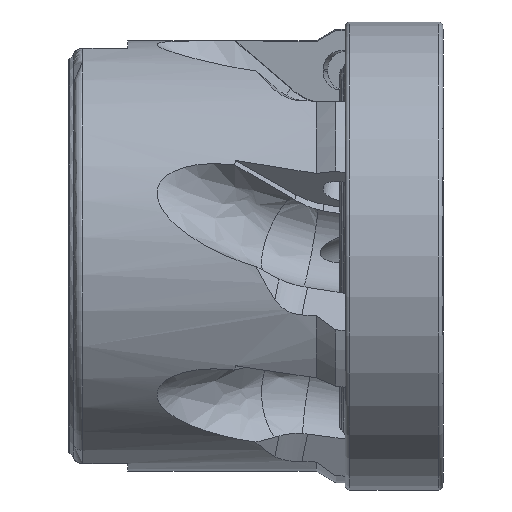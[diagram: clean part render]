
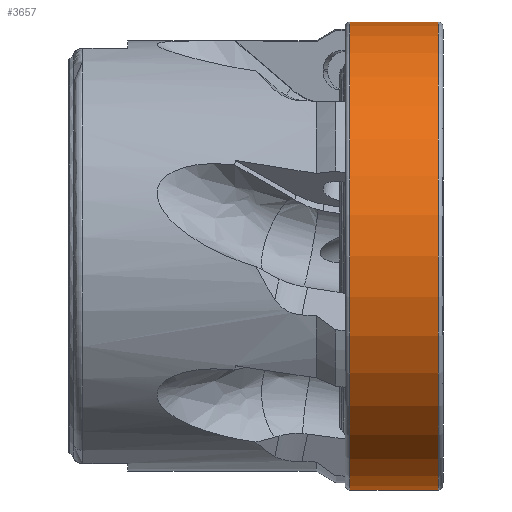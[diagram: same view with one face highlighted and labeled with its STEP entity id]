
A CAD part, front view. The second image highlights one B-rep face of the part: STEP entity #3657.
In plain terms, the highlighted cylindrical face has radius 24.987 mm (diameter 49.974 mm), a full revolution.
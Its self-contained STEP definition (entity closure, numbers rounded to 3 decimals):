
#72 = DIRECTION ( 'NONE',  ( 0., 1., 0. ) ) ;
#218 = CARTESIAN_POINT ( 'NONE',  ( -0.044, 24.987, 0. ) ) ;
#557 = EDGE_LOOP ( 'NONE', ( #1411 ) ) ;
#607 = DIRECTION ( 'NONE',  ( 1., 0., 0. ) ) ;
#1179 = CIRCLE ( 'NONE', #8576, 24.987 ) ;
#1411 = ORIENTED_EDGE ( 'NONE', *, *, #6906, .T. ) ;
#1649 = AXIS2_PLACEMENT_3D ( 'NONE', #1950, #8089, #2817 ) ;
#1950 = CARTESIAN_POINT ( 'NONE',  ( -0.044, 0., 0. ) ) ;
#2550 = CIRCLE ( 'NONE', #1649, 24.987 ) ;
#2672 = DIRECTION ( 'NONE',  ( 1., 0., 0. ) ) ;
#2817 = DIRECTION ( 'NONE',  ( 0., 1., 0. ) ) ;
#3657 = ADVANCED_FACE ( 'NONE', ( #10794, #6356 ), #9688, .T. ) ;
#4281 = VERTEX_POINT ( 'NONE', #10804 ) ;
#5804 = AXIS2_PLACEMENT_3D ( 'NONE', #7981, #2672, #72 ) ;
#5879 = CARTESIAN_POINT ( 'NONE',  ( -9.48, 0., 0. ) ) ;
#6356 = FACE_OUTER_BOUND ( 'NONE', #10987, .T. ) ;
#6739 = DIRECTION ( 'NONE',  ( 0., 1., 0. ) ) ;
#6767 = ORIENTED_EDGE ( 'NONE', *, *, #7187, .F. ) ;
#6906 = EDGE_CURVE ( 'NONE', #4281, #4281, #1179, .T. ) ;
#7187 = EDGE_CURVE ( 'NONE', #11050, #11050, #2550, .T. ) ;
#7981 = CARTESIAN_POINT ( 'NONE',  ( 11.772, 0., 0. ) ) ;
#8089 = DIRECTION ( 'NONE',  ( 1., 0., 0. ) ) ;
#8576 = AXIS2_PLACEMENT_3D ( 'NONE', #5879, #607, #6739 ) ;
#9688 = CYLINDRICAL_SURFACE ( 'NONE', #5804, 24.987 ) ;
#10794 = FACE_OUTER_BOUND ( 'NONE', #557, .T. ) ;
#10804 = CARTESIAN_POINT ( 'NONE',  ( -9.48, 24.987, 0. ) ) ;
#10987 = EDGE_LOOP ( 'NONE', ( #6767 ) ) ;
#11050 = VERTEX_POINT ( 'NONE', #218 ) ;
